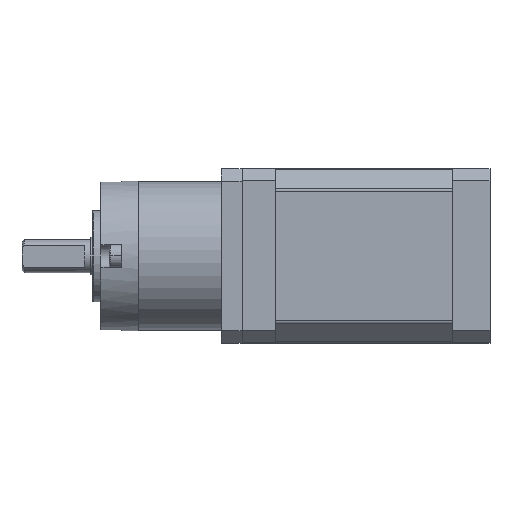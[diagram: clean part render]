
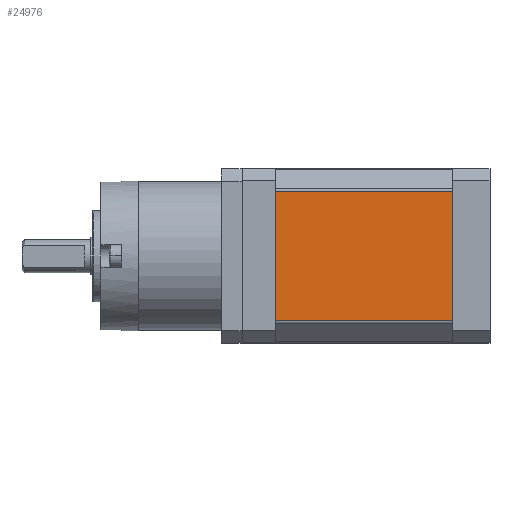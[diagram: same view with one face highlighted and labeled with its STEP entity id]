
A CAD part, top view. The second image highlights one B-rep face of the part: STEP entity #24976.
In plain terms, the highlighted planar face has unit normal (0, 0, 1).
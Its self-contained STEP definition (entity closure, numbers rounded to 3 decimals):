
#1337 = VERTEX_POINT ( 'NONE', #19866 ) ;
#1866 = DIRECTION ( 'NONE',  ( -1., 0., 0. ) ) ;
#2063 = EDGE_CURVE ( 'NONE', #13760, #19014, #23887, .T. ) ;
#3367 = PLANE ( 'NONE',  #6735 ) ;
#4045 = CARTESIAN_POINT ( 'NONE',  ( -9., 15.586, 21. ) ) ;
#4323 = LINE ( 'NONE', #4045, #5282 ) ;
#4458 = CARTESIAN_POINT ( 'NONE',  ( -9., 15.586, 21. ) ) ;
#4558 = VECTOR ( 'NONE', #9597, 1000. ) ;
#4702 = ORIENTED_EDGE ( 'NONE', *, *, #2063, .F. ) ;
#4814 = CARTESIAN_POINT ( 'NONE',  ( -51.7, 15.586, 21. ) ) ;
#5282 = VECTOR ( 'NONE', #1866, 1000. ) ;
#5383 = DIRECTION ( 'NONE',  ( 1., 0., 0. ) ) ;
#6521 = ORIENTED_EDGE ( 'NONE', *, *, #8998, .T. ) ;
#6550 = VECTOR ( 'NONE', #13751, 1000. ) ;
#6735 = AXIS2_PLACEMENT_3D ( 'NONE', #17615, #18011, #25812 ) ;
#7349 = FACE_OUTER_BOUND ( 'NONE', #24896, .T. ) ;
#7399 = VERTEX_POINT ( 'NONE', #4814 ) ;
#8084 = CARTESIAN_POINT ( 'NONE',  ( -51.7, -21., 21. ) ) ;
#8791 = VECTOR ( 'NONE', #5383, 1000. ) ;
#8998 = EDGE_CURVE ( 'NONE', #13760, #7399, #4323, .T. ) ;
#9597 = DIRECTION ( 'NONE',  ( 0., 1., 0. ) ) ;
#10767 = CARTESIAN_POINT ( 'NONE',  ( -9., -15.586, 21. ) ) ;
#10961 = EDGE_CURVE ( 'NONE', #1337, #19014, #21814, .T. ) ;
#13751 = DIRECTION ( 'NONE',  ( 0., -1., 0. ) ) ;
#13760 = VERTEX_POINT ( 'NONE', #4458 ) ;
#17615 = CARTESIAN_POINT ( 'NONE',  ( -9., -21., 21. ) ) ;
#18011 = DIRECTION ( 'NONE',  ( 0., 0., 1. ) ) ;
#19014 = VERTEX_POINT ( 'NONE', #10767 ) ;
#19762 = CARTESIAN_POINT ( 'NONE',  ( -9., -15.586, 21. ) ) ;
#19866 = CARTESIAN_POINT ( 'NONE',  ( -51.7, -15.586, 21. ) ) ;
#20890 = EDGE_CURVE ( 'NONE', #1337, #7399, #26828, .T. ) ;
#21673 = ORIENTED_EDGE ( 'NONE', *, *, #10961, .T. ) ;
#21814 = LINE ( 'NONE', #19762, #8791 ) ;
#22227 = CARTESIAN_POINT ( 'NONE',  ( -9., -21., 21. ) ) ;
#23887 = LINE ( 'NONE', #22227, #6550 ) ;
#24896 = EDGE_LOOP ( 'NONE', ( #26170, #21673, #4702, #6521 ) ) ;
#24976 = ADVANCED_FACE ( 'NONE', ( #7349 ), #3367, .T. ) ;
#25812 = DIRECTION ( 'NONE',  ( 1., 0., 0. ) ) ;
#26170 = ORIENTED_EDGE ( 'NONE', *, *, #20890, .F. ) ;
#26828 = LINE ( 'NONE', #8084, #4558 ) ;
